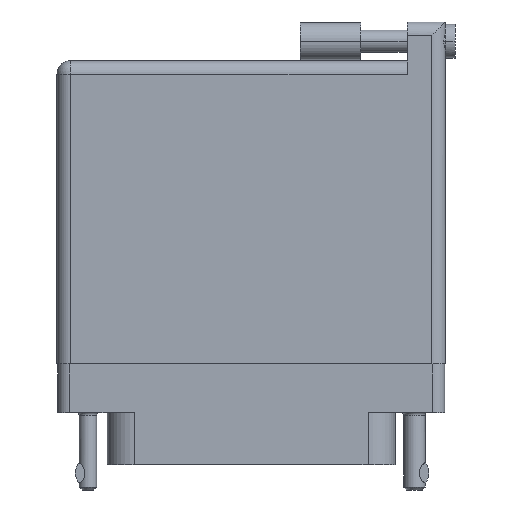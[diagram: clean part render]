
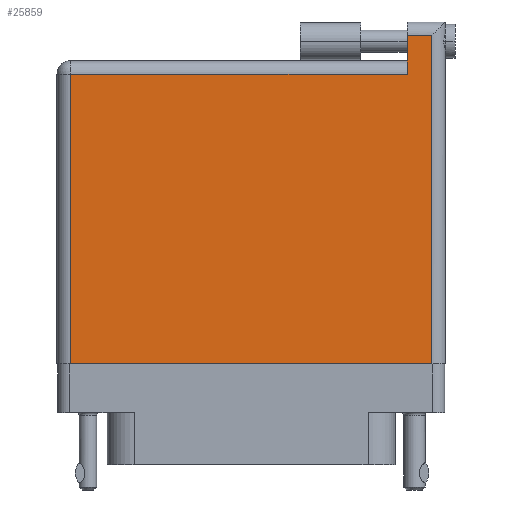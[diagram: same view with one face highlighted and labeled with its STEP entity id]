
A CAD part, front view. The second image highlights one B-rep face of the part: STEP entity #25859.
In plain terms, the highlighted face is planar.
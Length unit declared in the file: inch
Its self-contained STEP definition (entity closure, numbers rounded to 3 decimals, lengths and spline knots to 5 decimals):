
#1096 = VECTOR ( 'NONE', #2673, 39.37008 ) ;
#2604 = EDGE_CURVE ( 'NONE', #23773, #6430, #2606, .T. ) ;
#2606 = LINE ( 'NONE', #36562, #3733 ) ;
#2673 = DIRECTION ( 'NONE',  ( 0., 1., 0. ) ) ;
#3257 = DIRECTION ( 'NONE',  ( 0., -1., 0. ) ) ;
#3363 = VERTEX_POINT ( 'NONE', #13823 ) ;
#3733 = VECTOR ( 'NONE', #22688, 39.37008 ) ;
#3752 = VERTEX_POINT ( 'NONE', #25200 ) ;
#3855 = CARTESIAN_POINT ( 'NONE',  ( -1.004, 1.396, 0.4495 ) ) ;
#4378 = FACE_OUTER_BOUND ( 'NONE', #39405, .T. ) ;
#4671 = EDGE_CURVE ( 'NONE', #3752, #19088, #38393, .T. ) ;
#5124 = LINE ( 'NONE', #23930, #28557 ) ;
#6430 = VERTEX_POINT ( 'NONE', #29368 ) ;
#7891 = ORIENTED_EDGE ( 'NONE', *, *, #25675, .T. ) ;
#8969 = DIRECTION ( 'NONE',  ( -1., 0., 0. ) ) ;
#10757 = ORIENTED_EDGE ( 'NONE', *, *, #14777, .T. ) ;
#11686 = CARTESIAN_POINT ( 'NONE',  ( 0.934, -0.1, 0.4495 ) ) ;
#12062 = VECTOR ( 'NONE', #16132, 39.37008 ) ;
#12242 = VECTOR ( 'NONE', #31745, 39.37008 ) ;
#12703 = CARTESIAN_POINT ( 'NONE',  ( -0.934, 1.396, 0.4495 ) ) ;
#13823 = CARTESIAN_POINT ( 'NONE',  ( 0.807, 1.396, 0.4495 ) ) ;
#14777 = EDGE_CURVE ( 'NONE', #15255, #3752, #32860, .T. ) ;
#14996 = ORIENTED_EDGE ( 'NONE', *, *, #22059, .T. ) ;
#15255 = VERTEX_POINT ( 'NONE', #12703 ) ;
#16132 = DIRECTION ( 'NONE',  ( 0., -1., 0. ) ) ;
#19088 = VERTEX_POINT ( 'NONE', #11686 ) ;
#19297 = PLANE ( 'NONE',  #21531 ) ;
#19905 = LINE ( 'NONE', #3855, #12242 ) ;
#21531 = AXIS2_PLACEMENT_3D ( 'NONE', #29263, #36834, #8969 ) ;
#22059 = EDGE_CURVE ( 'NONE', #3363, #15255, #19905, .T. ) ;
#22688 = DIRECTION ( 'NONE',  ( -1., 0., 0. ) ) ;
#23773 = VERTEX_POINT ( 'NONE', #34812 ) ;
#23831 = EDGE_CURVE ( 'NONE', #6430, #3363, #5124, .T. ) ;
#23930 = CARTESIAN_POINT ( 'NONE',  ( 0.807, 1.666, 0.4495 ) ) ;
#25200 = CARTESIAN_POINT ( 'NONE',  ( -0.934, -0.1, 0.4495 ) ) ;
#25675 = EDGE_CURVE ( 'NONE', #19088, #23773, #43633, .T. ) ;
#25859 = ADVANCED_FACE ( 'NONE', ( #4378 ), #19297, .F. ) ;
#28557 = VECTOR ( 'NONE', #3257, 39.37008 ) ;
#29263 = CARTESIAN_POINT ( 'NONE',  ( -1.004, 1.466, 0.4495 ) ) ;
#29368 = CARTESIAN_POINT ( 'NONE',  ( 0.807, 1.596, 0.4495 ) ) ;
#29612 = CARTESIAN_POINT ( 'NONE',  ( -0.934, -0.1, 0.4495 ) ) ;
#31745 = DIRECTION ( 'NONE',  ( -1., 0., 0. ) ) ;
#32860 = LINE ( 'NONE', #29612, #12062 ) ;
#33616 = CARTESIAN_POINT ( 'NONE',  ( 0.934, 1.666, 0.4495 ) ) ;
#34812 = CARTESIAN_POINT ( 'NONE',  ( 0.934, 1.596, 0.4495 ) ) ;
#34963 = ORIENTED_EDGE ( 'NONE', *, *, #23831, .T. ) ;
#36562 = CARTESIAN_POINT ( 'NONE',  ( -1.004, 1.596, 0.4495 ) ) ;
#36834 = DIRECTION ( 'NONE',  ( 0., 0., -1. ) ) ;
#38393 = LINE ( 'NONE', #39332, #44944 ) ;
#39332 = CARTESIAN_POINT ( 'NONE',  ( -1.004, -0.1, 0.4495 ) ) ;
#39405 = EDGE_LOOP ( 'NONE', ( #40994, #7891, #41155, #34963, #14996, #10757 ) ) ;
#40994 = ORIENTED_EDGE ( 'NONE', *, *, #4671, .T. ) ;
#41155 = ORIENTED_EDGE ( 'NONE', *, *, #2604, .T. ) ;
#42371 = DIRECTION ( 'NONE',  ( 1., 0., 0. ) ) ;
#43633 = LINE ( 'NONE', #33616, #1096 ) ;
#44944 = VECTOR ( 'NONE', #42371, 39.37008 ) ;
